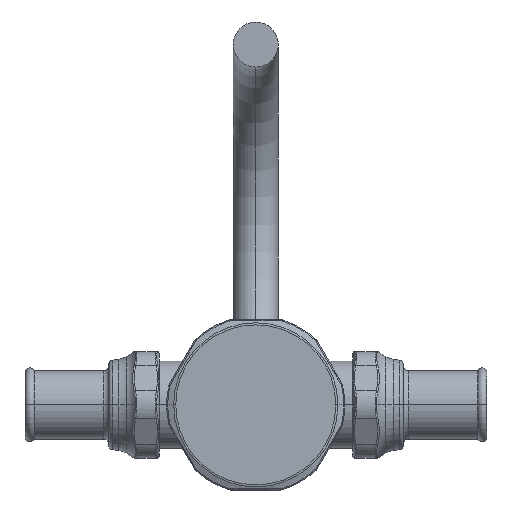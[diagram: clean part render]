
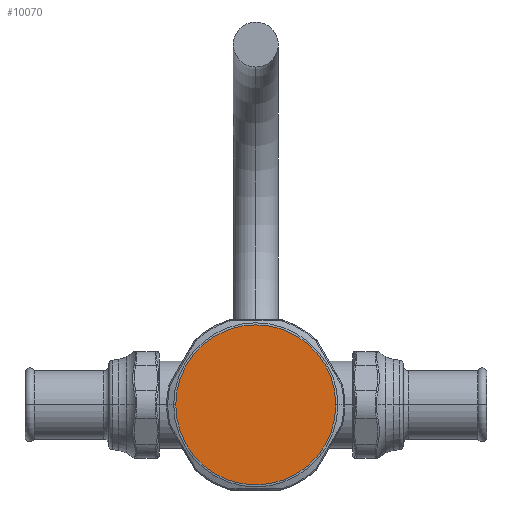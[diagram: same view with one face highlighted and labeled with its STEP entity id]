
A CAD part, front view. The second image highlights one B-rep face of the part: STEP entity #10070.
In plain terms, the highlighted planar face has unit normal (0, -1, 0).
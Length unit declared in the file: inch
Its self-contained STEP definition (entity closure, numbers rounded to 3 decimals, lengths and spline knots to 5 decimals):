
#915=CARTESIAN_POINT('',(0.,0.,0.));
#916=DIRECTION('',(0.,-1.,0.));
#917=DIRECTION('',(-1.,0.,0.));
#918=AXIS2_PLACEMENT_3D('',#915,#916,#917);
#925=CARTESIAN_POINT('',(0.,0.,0.));
#926=DIRECTION('',(0.,-1.,0.));
#927=DIRECTION('',(1.,0.,0.));
#928=AXIS2_PLACEMENT_3D('',#925,#926,#927);
#7384=CARTESIAN_POINT('',(-0.88864,0.,0.));
#7385=CARTESIAN_POINT('',(0.88864,0.,0.));
#7386=VERTEX_POINT('',#7384);
#7387=VERTEX_POINT('',#7385);
#10060=CARTESIAN_POINT('',(0.,0.,0.));
#10061=DIRECTION('',(0.,-1.,0.));
#10062=DIRECTION('',(-1.,0.,0.));
#10063=AXIS2_PLACEMENT_3D('',#10060,#10061,#10062);
#10064=PLANE('',#10063);
#10065=ORIENTED_EDGE('',*,*,#10050,.F.);
#10067=ORIENTED_EDGE('',*,*,#10066,.F.);
#10068=EDGE_LOOP('',(#10065,#10067));
#10069=FACE_OUTER_BOUND('',#10068,.F.);
#10070=ADVANCED_FACE('',(#10069),#10064,.T.);
#919=CIRCLE('',#918,0.88864);
#929=CIRCLE('',#928,0.88864);
#10050=EDGE_CURVE('',#7386,#7387,#919,.T.);
#10066=EDGE_CURVE('',#7387,#7386,#929,.T.);
